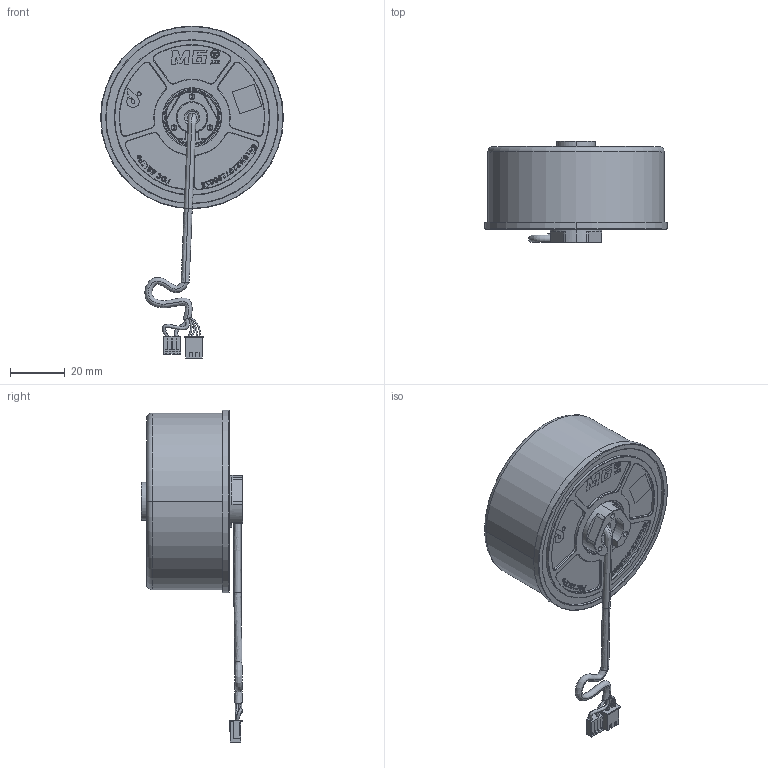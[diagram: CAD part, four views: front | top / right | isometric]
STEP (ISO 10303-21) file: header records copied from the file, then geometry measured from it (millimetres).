
FILE_DESCRIPTION (( 'STEP AP203' ), '1' );
FILE_NAME ('M0602渲染淘宝版.STEP', '2021-07-31T06:58:22', ( 'Admin' ), ( '' ), 'SwSTEP 2.0', 'SolidWorks 2018', '' );
FILE_SCHEMA (( 'CONFIG_CONTROL_DESIGN' ));
Length unit declared in the file: millimetre
Products named in the file (1): M0602渲染淘宝版
Bounding box: 67 x 37.31 x 121.7 mm (x, y, z)
Volume: 99806.3 mm3; surface area: 16892.9 mm2
Topology: 4 solids, 7 shells, 817 faces, 2088 edges, 1361 vertices
Faces by surface type: plane 429, bspline 216, cylinder 89, cone 71, torus 12
Entity records: 30839 total; most frequent: CARTESIAN_POINT 12212, ORIENTED_EDGE 4164, DIRECTION 3165, EDGE_CURVE 2082, VERTEX_POINT 1361, LINE 1335, VECTOR 1335, AXIS2_PLACEMENT_3D 915
